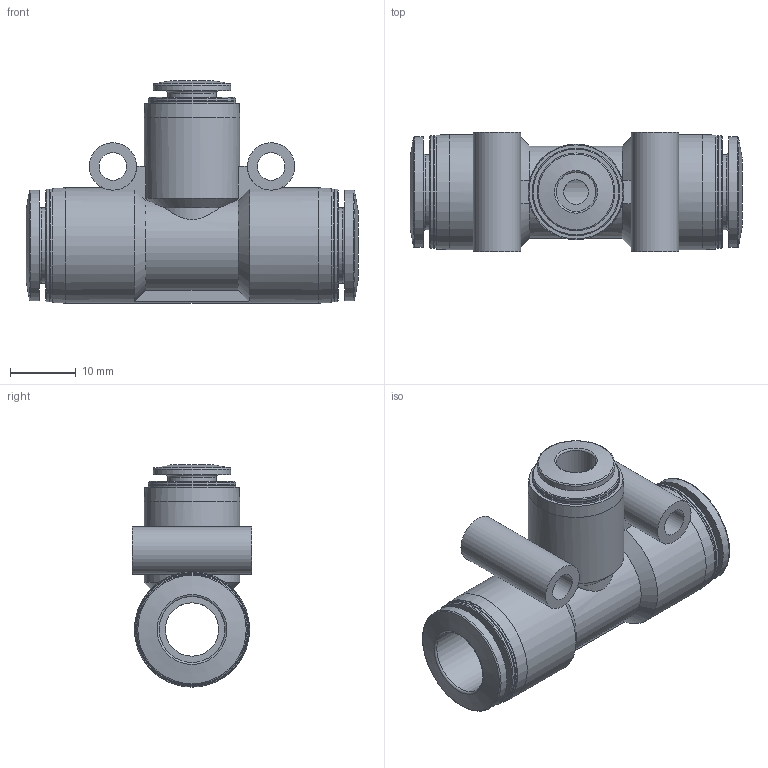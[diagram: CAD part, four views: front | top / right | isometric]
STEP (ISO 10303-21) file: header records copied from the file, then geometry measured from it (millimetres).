
FILE_DESCRIPTION(/* description */ ('STEP AP214'),/* implementation_level */ '2;1');
FILE_NAME(/* name */ '130614_QST-10-6',/* time_stamp */ '2024-09-11T09:39:10+02:00',/* author */ ('License CC BY-ND 4.0'),/* organization */ ('CADENAS'),/* preprocessor_version */ 'ST-DEVELOPER v19.3',/* originating_system */ 'PARTsolutions',/* authorisation */ ' ');
FILE_SCHEMA (('AUTOMOTIVE_DESIGN {1 0 10303 214 3 1 1}'));
Length unit declared in the file: millimetre
Products named in the file (1): 130614 QST-10-6
Bounding box: 50.4 x 18.2 x 33.74 mm (x, y, z)
Volume: 10007 mm3; surface area: 7605 mm2
Topology: 1 solids, 1 shells, 81 faces, 173 edges, 106 vertices
Faces by surface type: cylinder 27, plane 24, cone 21, torus 9
Full cylindrical faces by diameter (mm): 3.7 x1, 4.2 x2, 6 x1, 7.2 x2, 7.4 x1, 8.1 x1, 10 x2, 11.4 x2, 11.8 x1, 13.3 x2, 14.5 x1, 16.8 x2, 17.1 x4, 17.5 x1
Entity records: 2593 total; most frequent: CARTESIAN_POINT 414, DIRECTION 346, ORIENTED_EDGE 246, AXIS2_PLACEMENT_3D 162, EDGE_LOOP 148, FACE_BOUND 148, EDGE_CURVE 123, VERTEX_POINT 103
